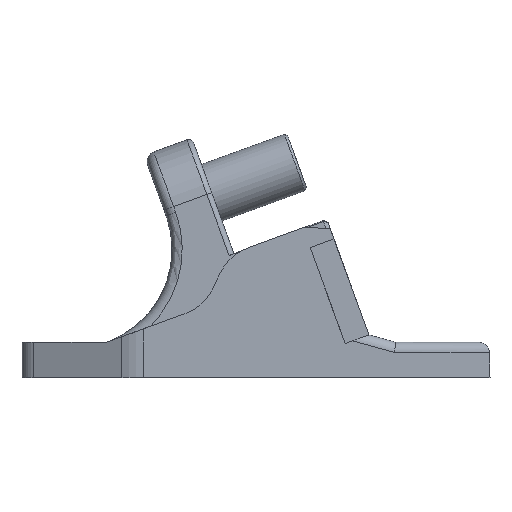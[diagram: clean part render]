
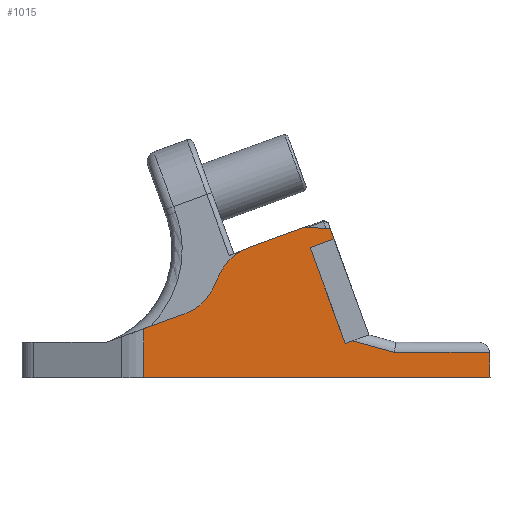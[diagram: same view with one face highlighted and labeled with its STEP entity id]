
A CAD part, left-side view. The second image highlights one B-rep face of the part: STEP entity #1015.
In plain terms, the highlighted planar face has unit normal (-1, 0, 0).
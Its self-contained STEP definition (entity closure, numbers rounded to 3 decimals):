
#4 = DIRECTION ( 'NONE',  ( 1., 0., 0. ) ) ;
#5 = VERTEX_POINT ( 'NONE', #997 ) ;
#19 = LINE ( 'NONE', #1375, #1230 ) ;
#48 = EDGE_CURVE ( 'NONE', #3463, #282, #2648, .T. ) ;
#65 = LINE ( 'NONE', #3059, #484 ) ;
#81 = ORIENTED_EDGE ( 'NONE', *, *, #128, .T. ) ;
#83 = DIRECTION ( 'NONE',  ( 0., 1., 0. ) ) ;
#116 = VECTOR ( 'NONE', #2163, 1000. ) ;
#128 = EDGE_CURVE ( 'NONE', #5, #1834, #1223, .T. ) ;
#129 = LINE ( 'NONE', #2804, #433 ) ;
#151 = VERTEX_POINT ( 'NONE', #2016 ) ;
#230 = EDGE_CURVE ( 'NONE', #151, #2200, #449, .T. ) ;
#255 = VERTEX_POINT ( 'NONE', #3209 ) ;
#266 = DIRECTION ( 'NONE',  ( 0., 0., 1. ) ) ;
#282 = VERTEX_POINT ( 'NONE', #2408 ) ;
#284 = CARTESIAN_POINT ( 'NONE',  ( 50., 31.666, 29.596 ) ) ;
#312 = PLANE ( 'NONE',  #3028 ) ;
#337 = CARTESIAN_POINT ( 'NONE',  ( 50., 88.477, 24.182 ) ) ;
#414 = ORIENTED_EDGE ( 'NONE', *, *, #230, .F. ) ;
#433 = VECTOR ( 'NONE', #1790, 1000. ) ;
#449 = LINE ( 'NONE', #3430, #2541 ) ;
#466 = VERTEX_POINT ( 'NONE', #1068 ) ;
#467 = EDGE_CURVE ( 'NONE', #1154, #3376, #2969, .T. ) ;
#484 = VECTOR ( 'NONE', #1425, 1000. ) ;
#539 = DIRECTION ( 'NONE',  ( 0., -0.94, 0.342 ) ) ;
#566 = FACE_OUTER_BOUND ( 'NONE', #782, .T. ) ;
#601 = DIRECTION ( 'NONE',  ( 0., 0., 1. ) ) ;
#614 = CARTESIAN_POINT ( 'NONE',  ( 50., 35.586, 25.747 ) ) ;
#633 = CARTESIAN_POINT ( 'NONE',  ( 50., 68.526, 9.688 ) ) ;
#691 = AXIS2_PLACEMENT_3D ( 'NONE', #982, #1303, #1319 ) ;
#732 = DIRECTION ( 'NONE',  ( 0., 0., -1. ) ) ;
#741 = ORIENTED_EDGE ( 'NONE', *, *, #1054, .F. ) ;
#744 = VECTOR ( 'NONE', #1835, 1000. ) ;
#782 = EDGE_LOOP ( 'NONE', ( #2330, #3131, #2078, #414, #1123, #3347, #1421, #874, #741, #81, #1616, #1637, #2630, #2579, #878 ) ) ;
#874 = ORIENTED_EDGE ( 'NONE', *, *, #1942, .F. ) ;
#878 = ORIENTED_EDGE ( 'NONE', *, *, #1326, .F. ) ;
#902 = CARTESIAN_POINT ( 'NONE',  ( 50., 35.586, 25.747 ) ) ;
#969 = CARTESIAN_POINT ( 'NONE',  ( 50., 27.222, 7.295 ) ) ;
#982 = CARTESIAN_POINT ( 'NONE',  ( 50., 44.387, 16.346 ) ) ;
#997 = CARTESIAN_POINT ( 'NONE',  ( 50., 28.678, 6.765 ) ) ;
#1015 = ADVANCED_FACE ( 'NONE', ( #566 ), #312, .F. ) ;
#1027 = VERTEX_POINT ( 'NONE', #1662 ) ;
#1054 = EDGE_CURVE ( 'NONE', #5, #1915, #19, .T. ) ;
#1068 = CARTESIAN_POINT ( 'NONE',  ( 50., 0.131, 5. ) ) ;
#1105 = CARTESIAN_POINT ( 'NONE',  ( 50., 54.731, 17.826 ) ) ;
#1108 = LINE ( 'NONE', #284, #116 ) ;
#1120 = EDGE_CURVE ( 'NONE', #1834, #3376, #129, .T. ) ;
#1121 = EDGE_CURVE ( 'NONE', #255, #151, #3366, .T. ) ;
#1123 = ORIENTED_EDGE ( 'NONE', *, *, #1121, .F. ) ;
#1154 = VERTEX_POINT ( 'NONE', #2025 ) ;
#1223 = LINE ( 'NONE', #614, #2939 ) ;
#1230 = VECTOR ( 'NONE', #539, 1000. ) ;
#1303 = DIRECTION ( 'NONE',  ( 1., 0., 0. ) ) ;
#1319 = DIRECTION ( 'NONE',  ( 0., 0., 1. ) ) ;
#1326 = EDGE_CURVE ( 'NONE', #1854, #3463, #1603, .T. ) ;
#1375 = CARTESIAN_POINT ( 'NONE',  ( 50., 28.678, 6.765 ) ) ;
#1386 = CARTESIAN_POINT ( 'NONE',  ( 50., 63.794, 22.052 ) ) ;
#1421 = ORIENTED_EDGE ( 'NONE', *, *, #3487, .F. ) ;
#1425 = DIRECTION ( 'NONE',  ( 0., 0.94, -0.342 ) ) ;
#1448 = CARTESIAN_POINT ( 'NONE',  ( 50., 53.45, 20.572 ) ) ;
#1451 = EDGE_CURVE ( 'NONE', #1027, #2617, #2132, .T. ) ;
#1523 = EDGE_CURVE ( 'NONE', #466, #255, #1608, .T. ) ;
#1542 = DIRECTION ( 'NONE',  ( 0., 0., 1. ) ) ;
#1603 = CIRCLE ( 'NONE', #691, 10. ) ;
#1608 = CIRCLE ( 'NONE', #3035, 95.144 ) ;
#1616 = ORIENTED_EDGE ( 'NONE', *, *, #1120, .T. ) ;
#1637 = ORIENTED_EDGE ( 'NONE', *, *, #467, .F. ) ;
#1662 = CARTESIAN_POINT ( 'NONE',  ( 50., 60.374, 12.656 ) ) ;
#1699 = DIRECTION ( 'NONE',  ( 0., 0.342, 0.94 ) ) ;
#1725 = CARTESIAN_POINT ( 'NONE',  ( 50., 30.888, 27.457 ) ) ;
#1773 = CARTESIAN_POINT ( 'NONE',  ( 50., 31.68, 29.634 ) ) ;
#1790 = DIRECTION ( 'NONE',  ( 0., -0.94, 0.342 ) ) ;
#1825 = CARTESIAN_POINT ( 'NONE',  ( 50., 90.576, 10.176 ) ) ;
#1834 = VERTEX_POINT ( 'NONE', #902 ) ;
#1835 = DIRECTION ( 'NONE',  ( 0., -1., 0. ) ) ;
#1854 = VERTEX_POINT ( 'NONE', #1448 ) ;
#1915 = VERTEX_POINT ( 'NONE', #969 ) ;
#1924 = DIRECTION ( 'NONE',  ( 1., 0., 0. ) ) ;
#1942 = EDGE_CURVE ( 'NONE', #1915, #3517, #3062, .T. ) ;
#1965 = DIRECTION ( 'NONE',  ( -1., 0., 0. ) ) ;
#2016 = CARTESIAN_POINT ( 'NONE',  ( 50., 68.526, 0. ) ) ;
#2025 = CARTESIAN_POINT ( 'NONE',  ( 50., 31.666, 29.596 ) ) ;
#2071 = LINE ( 'NONE', #2373, #744 ) ;
#2078 = ORIENTED_EDGE ( 'NONE', *, *, #2740, .T. ) ;
#2132 = CIRCLE ( 'NONE', #2805, 10. ) ;
#2163 = DIRECTION ( 'NONE',  ( 0., -1., -0.014 ) ) ;
#2170 = LINE ( 'NONE', #2681, #3233 ) ;
#2200 = VERTEX_POINT ( 'NONE', #633 ) ;
#2207 = DIRECTION ( 'NONE',  ( 0., -0.423, 0.906 ) ) ;
#2315 = DIRECTION ( 'NONE',  ( 0., -0.342, -0.94 ) ) ;
#2330 = ORIENTED_EDGE ( 'NONE', *, *, #3253, .F. ) ;
#2373 = CARTESIAN_POINT ( 'NONE',  ( 50., 95.144, 5. ) ) ;
#2408 = CARTESIAN_POINT ( 'NONE',  ( 50., 37.015, 29.671 ) ) ;
#2421 = CARTESIAN_POINT ( 'NONE',  ( 50., 95.144, 0. ) ) ;
#2442 = VECTOR ( 'NONE', #83, 1000. ) ;
#2526 = VECTOR ( 'NONE', #3372, 1000. ) ;
#2541 = VECTOR ( 'NONE', #1542, 1000. ) ;
#2547 = CARTESIAN_POINT ( 'NONE',  ( 50., 95.144, 0. ) ) ;
#2579 = ORIENTED_EDGE ( 'NONE', *, *, #48, .F. ) ;
#2582 = VECTOR ( 'NONE', #2684, 1000. ) ;
#2617 = VERTEX_POINT ( 'NONE', #1105 ) ;
#2630 = ORIENTED_EDGE ( 'NONE', *, *, #3533, .F. ) ;
#2648 = LINE ( 'NONE', #1825, #2582 ) ;
#2681 = CARTESIAN_POINT ( 'NONE',  ( 50., 68.777, -12.295 ) ) ;
#2684 = DIRECTION ( 'NONE',  ( 0., -0.94, 0.342 ) ) ;
#2694 = VECTOR ( 'NONE', #2315, 1000. ) ;
#2739 = CARTESIAN_POINT ( 'NONE',  ( 50., 18.899, 5. ) ) ;
#2740 = EDGE_CURVE ( 'NONE', #1027, #2200, #65, .T. ) ;
#2804 = CARTESIAN_POINT ( 'NONE',  ( 50., 35.586, 25.747 ) ) ;
#2805 = AXIS2_PLACEMENT_3D ( 'NONE', #1386, #1965, #601 ) ;
#2939 = VECTOR ( 'NONE', #1699, 1000. ) ;
#2969 = LINE ( 'NONE', #1773, #2694 ) ;
#3028 = AXIS2_PLACEMENT_3D ( 'NONE', #3057, #1924, #266 ) ;
#3035 = AXIS2_PLACEMENT_3D ( 'NONE', #2421, #4, #732 ) ;
#3057 = CARTESIAN_POINT ( 'NONE',  ( 50., 95.144, 0. ) ) ;
#3059 = CARTESIAN_POINT ( 'NONE',  ( 50., 95.144, 0. ) ) ;
#3062 = LINE ( 'NONE', #337, #2526 ) ;
#3131 = ORIENTED_EDGE ( 'NONE', *, *, #1451, .F. ) ;
#3209 = CARTESIAN_POINT ( 'NONE',  ( 50., 0., 0. ) ) ;
#3211 = CARTESIAN_POINT ( 'NONE',  ( 50., 47.808, 25.743 ) ) ;
#3233 = VECTOR ( 'NONE', #2207, 1000. ) ;
#3253 = EDGE_CURVE ( 'NONE', #2617, #1854, #2170, .T. ) ;
#3347 = ORIENTED_EDGE ( 'NONE', *, *, #1523, .F. ) ;
#3366 = LINE ( 'NONE', #2547, #2442 ) ;
#3372 = DIRECTION ( 'NONE',  ( 0., -0.964, -0.266 ) ) ;
#3376 = VERTEX_POINT ( 'NONE', #1725 ) ;
#3430 = CARTESIAN_POINT ( 'NONE',  ( 50., 68.526, 0. ) ) ;
#3463 = VERTEX_POINT ( 'NONE', #3211 ) ;
#3487 = EDGE_CURVE ( 'NONE', #3517, #466, #2071, .T. ) ;
#3517 = VERTEX_POINT ( 'NONE', #2739 ) ;
#3533 = EDGE_CURVE ( 'NONE', #282, #1154, #1108, .T. ) ;
